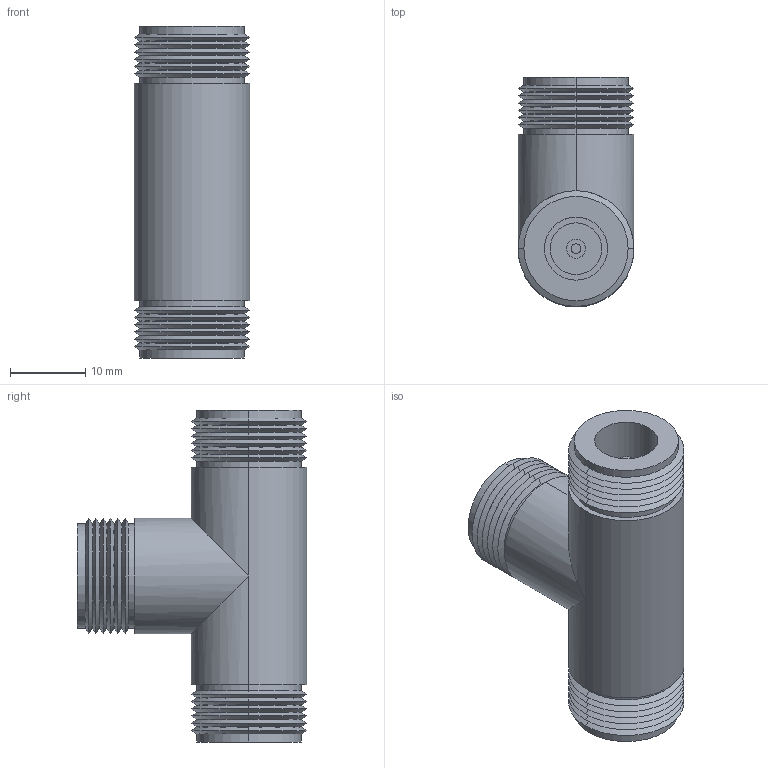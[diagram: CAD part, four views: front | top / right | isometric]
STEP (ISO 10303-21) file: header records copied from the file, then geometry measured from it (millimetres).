
FILE_DESCRIPTION (( 'STEP AP203' ), '1' );
FILE_NAME ('BN133.STEP', '2006-06-30T19:41:21', ( ' ' ), ( ' ' ), 'SwSTEP 2.0', 'SolidWorks 2005354', '' );
FILE_SCHEMA (( 'CONFIG_CONTROL_DESIGN' ));
Length unit declared in the file: inch
Products named in the file (1): BN133
Bounding box: 15.37 x 30.49 x 44.09 mm (x, y, z)
Volume: 9094.4 mm3; surface area: 4956.6 mm2
Topology: 1 solids, 1 shells, 161 faces, 322 edges, 178 vertices
Faces by surface type: cone 72, cylinder 71, plane 18
Entity records: 4189 total; most frequent: DIRECTION 816, CARTESIAN_POINT 674, ORIENTED_EDGE 644, AXIS2_PLACEMENT_3D 336, EDGE_CURVE 322, VERTEX_POINT 178, EDGE_LOOP 176, CIRCLE 174
